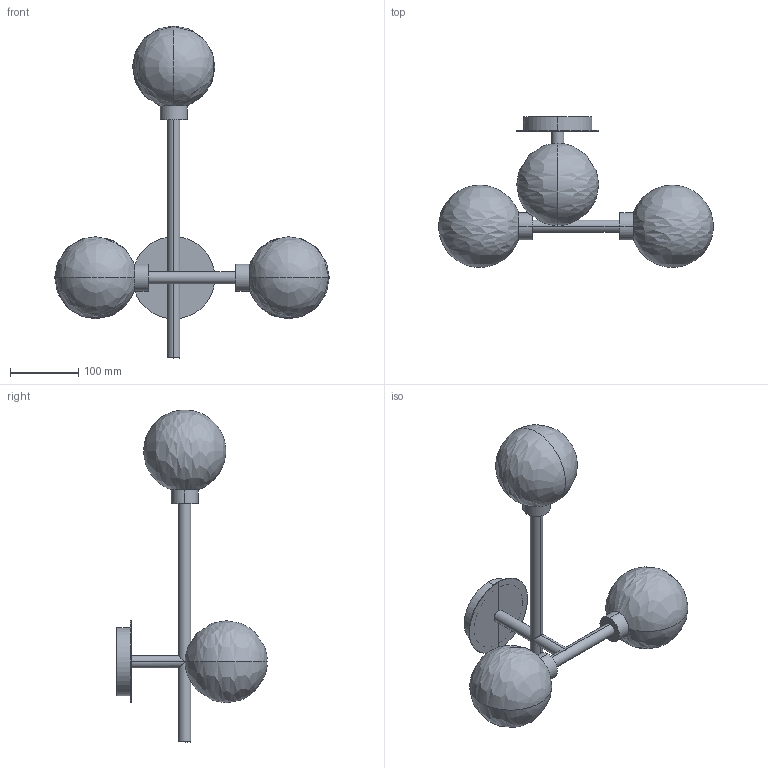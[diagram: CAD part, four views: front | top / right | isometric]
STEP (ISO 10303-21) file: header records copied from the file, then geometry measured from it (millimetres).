
FILE_DESCRIPTION(/* description */ (''),/* implementation_level */ '2;1');
FILE_NAME(/* name */ '1744.290_DOM',/* time_stamp */ '2023-01-24T15:20:40+01:00',/* author */ (''),/* organization */ (''),/* preprocessor_version */ 'ST-DEVELOPER v16.5',/* originating_system */ 'Rhino 7.15',/* authorisation */ '');
FILE_SCHEMA (('CONFIG_CONTROL_DESIGN'));
Length unit declared in the file: millimetre
Products named in the file (1): Document
Bounding box: 401.01 x 220 x 484.9 mm (x, y, z)
Volume: 635406.8 mm3; surface area: 378716.7 mm2
Topology: 11 solids, 15 shells, 62 faces, 144 edges, 78 vertices
Faces by surface type: cylinder 24, bspline 22, plane 16
Entity records: 2071 total; most frequent: CARTESIAN_POINT 1199, ORIENTED_EDGE 216, EDGE_CURVE 116, VERTEX_POINT 78, ADVANCED_FACE 62, FACE_OUTER_BOUND 62, EDGE_LOOP 62, DIRECTION 46
